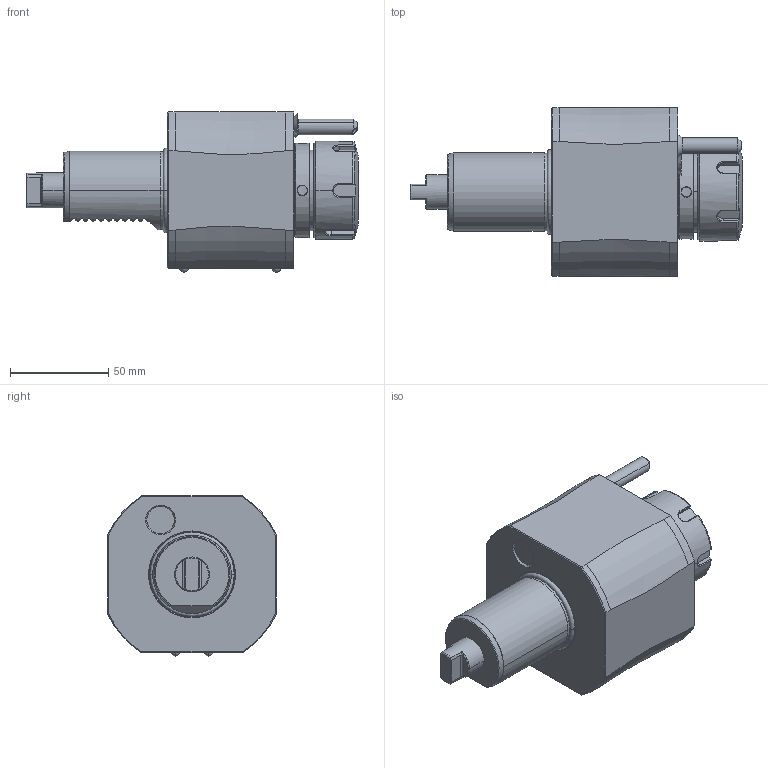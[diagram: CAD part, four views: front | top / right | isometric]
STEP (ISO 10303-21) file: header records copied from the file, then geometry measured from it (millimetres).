
FILE_DESCRIPTION((''),'2;1');
FILE_NAME('NGT1_40_121_32_1S','2017-03-10T',('vali'),('NOVA GRUP'),'PRO/ENGINEER BY PARAMETRIC TECHNOLOGY CORPORATION, 2010280','PRO/ENGINEER BY PARAMETRIC TECHNOLOGY CORPORATION, 2010280','');
FILE_SCHEMA(('CONFIG_CONTROL_DESIGN'));
Length unit declared in the file: millimetre
Products named in the file (1): NGT1_40_121_32_1S
Bounding box: 169.1 x 86 x 81.6 mm (x, y, z)
Volume: 528031.5 mm3; surface area: 48612.1 mm2
Topology: 1 solids, 1 shells, 251 faces, 643 edges, 406 vertices
Faces by surface type: plane 102, cylinder 64, cone 31, bspline 28, torus 20, sphere 6
Entity records: 10794 total; most frequent: CARTESIAN_POINT 5131, ORIENTED_EDGE 1278, DIRECTION 991, EDGE_CURVE 639, VERTEX_POINT 406, AXIS2_PLACEMENT_3D 367, EDGE_LOOP 269, VECTOR 257
